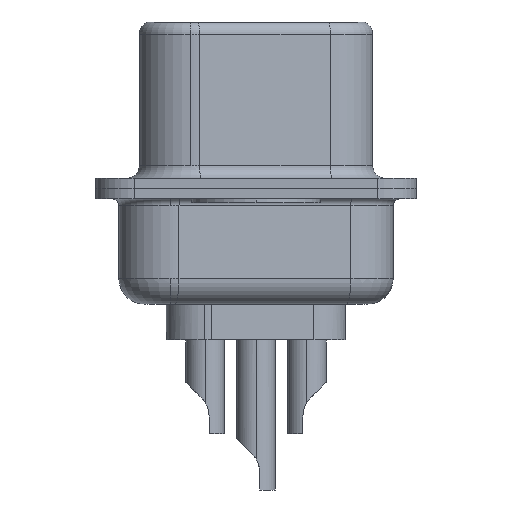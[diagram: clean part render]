
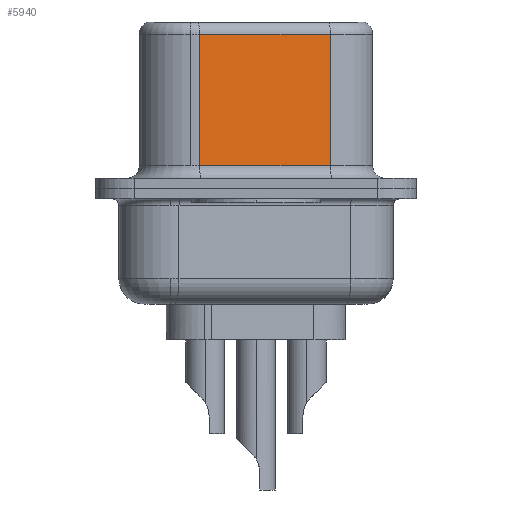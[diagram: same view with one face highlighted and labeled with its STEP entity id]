
A CAD part, left-side view. The second image highlights one B-rep face of the part: STEP entity #5940.
In plain terms, the highlighted planar face has unit normal (-0.985, -0.174, 0).
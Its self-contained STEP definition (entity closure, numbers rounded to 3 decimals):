
#155 = CARTESIAN_POINT ( 'NONE',  ( 4.58, -2.897, 0.9 ) ) ;
#431 = LINE ( 'NONE', #4567, #9294 ) ;
#700 = ORIENTED_EDGE ( 'NONE', *, *, #9378, .F. ) ;
#928 = ORIENTED_EDGE ( 'NONE', *, *, #5432, .T. ) ;
#1625 = FACE_OUTER_BOUND ( 'NONE', #10529, .T. ) ;
#1836 = EDGE_CURVE ( 'NONE', #10144, #13085, #431, .T. ) ;
#2978 = CARTESIAN_POINT ( 'NONE',  ( 4.58, -2.897, 6.02 ) ) ;
#3102 = VECTOR ( 'NONE', #13977, 1000. ) ;
#3437 = VECTOR ( 'NONE', #5914, 1000. ) ;
#3574 = PLANE ( 'NONE',  #6648 ) ;
#4042 = ORIENTED_EDGE ( 'NONE', *, *, #1836, .T. ) ;
#4115 = DIRECTION ( 'NONE',  ( 0.985, 0.174, 0. ) ) ;
#4215 = DIRECTION ( 'NONE',  ( -0.174, 0.985, 0. ) ) ;
#4567 = CARTESIAN_POINT ( 'NONE',  ( 3.68, 2.203, 6.52 ) ) ;
#4709 = CARTESIAN_POINT ( 'NONE',  ( 4.58, -2.897, 6.52 ) ) ;
#5185 = DIRECTION ( 'NONE',  ( 0., 0., -1. ) ) ;
#5432 = EDGE_CURVE ( 'NONE', #13085, #7509, #7758, .T. ) ;
#5914 = DIRECTION ( 'NONE',  ( 0., 0., -1. ) ) ;
#5940 = ADVANCED_FACE ( 'NONE', ( #1625 ), #3574, .F. ) ;
#6104 = CARTESIAN_POINT ( 'NONE',  ( 3.68, 2.203, 6.02 ) ) ;
#6326 = CARTESIAN_POINT ( 'NONE',  ( 4.58, -2.897, 0.9 ) ) ;
#6378 = DIRECTION ( 'NONE',  ( 0.174, -0.985, 0. ) ) ;
#6457 = LINE ( 'NONE', #12795, #3437 ) ;
#6477 = VERTEX_POINT ( 'NONE', #2978 ) ;
#6648 = AXIS2_PLACEMENT_3D ( 'NONE', #4709, #4115, #4215 ) ;
#7509 = VERTEX_POINT ( 'NONE', #155 ) ;
#7758 = LINE ( 'NONE', #6326, #13525 ) ;
#8166 = ORIENTED_EDGE ( 'NONE', *, *, #11035, .T. ) ;
#9294 = VECTOR ( 'NONE', #5185, 1000. ) ;
#9378 = EDGE_CURVE ( 'NONE', #6477, #7509, #6457, .T. ) ;
#9400 = CARTESIAN_POINT ( 'NONE',  ( 4.58, -2.897, 6.02 ) ) ;
#10144 = VERTEX_POINT ( 'NONE', #6104 ) ;
#10529 = EDGE_LOOP ( 'NONE', ( #700, #8166, #4042, #928 ) ) ;
#10648 = CARTESIAN_POINT ( 'NONE',  ( 3.68, 2.203, 0.9 ) ) ;
#11035 = EDGE_CURVE ( 'NONE', #6477, #10144, #12237, .T. ) ;
#12237 = LINE ( 'NONE', #9400, #3102 ) ;
#12795 = CARTESIAN_POINT ( 'NONE',  ( 4.58, -2.897, 6.52 ) ) ;
#13085 = VERTEX_POINT ( 'NONE', #10648 ) ;
#13525 = VECTOR ( 'NONE', #6378, 1000. ) ;
#13977 = DIRECTION ( 'NONE',  ( -0.174, 0.985, 0. ) ) ;
